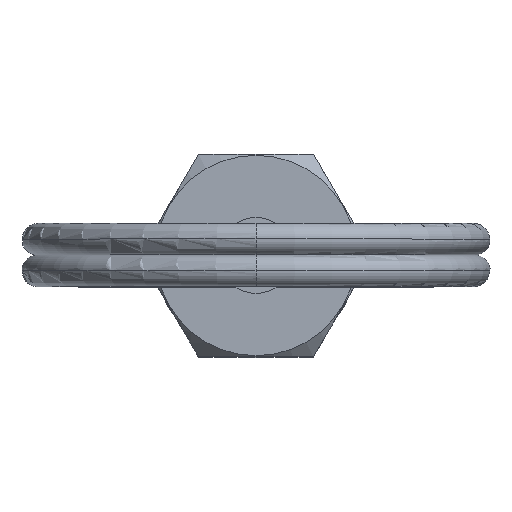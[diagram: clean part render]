
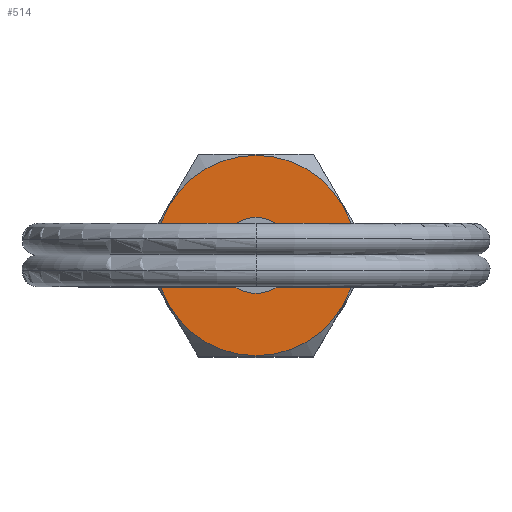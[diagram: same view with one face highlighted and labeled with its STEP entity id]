
A CAD part, top view. The second image highlights one B-rep face of the part: STEP entity #514.
In plain terms, the highlighted planar face has unit normal (0, 0, 1).
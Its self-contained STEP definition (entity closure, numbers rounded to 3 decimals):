
#276=EDGE_CURVE('',#682,#738,#781,.T.);
#388=EDGE_CURVE('',#738,#682,#906,.T.);
#492=EDGE_CURVE('',#520,#702,#1022,.T.);
#514=ADVANCED_FACE('',(#1048,#1049),#1050,.T.);
#520=VERTEX_POINT('',#1056);
#630=EDGE_CURVE('',#702,#520,#1181,.T.);
#682=VERTEX_POINT('',#1235);
#702=VERTEX_POINT('',#1259);
#738=VERTEX_POINT('',#1299);
#781=CIRCLE('',#1336,3.956);
#906=CIRCLE('',#1567,3.956);
#1022=CIRCLE('',#1721,1.25);
#1048=FACE_OUTER_BOUND('',#1774,.T.);
#1049=FACE_BOUND('',#1775,.T.);
#1050=PLANE('',#1776);
#1056=CARTESIAN_POINT('',(1.25,0.,6.));
#1181=CIRCLE('',#2038,1.25);
#1235=CARTESIAN_POINT('',(-3.956,0.,6.));
#1259=CARTESIAN_POINT('',(-1.25,0.,6.));
#1299=CARTESIAN_POINT('',(3.956,0.,6.));
#1336=AXIS2_PLACEMENT_3D('',#2319,#2320,#2321);
#1567=AXIS2_PLACEMENT_3D('',#2469,#2470,#2471);
#1721=AXIS2_PLACEMENT_3D('',#2608,#2609,#2610);
#1774=EDGE_LOOP('',(#2641,#2642));
#1775=EDGE_LOOP('',(#2643,#2644));
#1776=AXIS2_PLACEMENT_3D('',#2645,#2646,#2647);
#2038=AXIS2_PLACEMENT_3D('',#2821,#2822,#2823);
#2319=CARTESIAN_POINT('',(0.,0.,6.));
#2320=DIRECTION('',(0.0,0.0,-1.0));
#2321=DIRECTION('',(1.0,0.,0.0));
#2469=CARTESIAN_POINT('',(0.,0.,6.));
#2470=DIRECTION('',(0.0,0.0,-1.0));
#2471=DIRECTION('',(1.0,0.,0.0));
#2608=CARTESIAN_POINT('',(0.,0.,6.));
#2609=DIRECTION('',(0.0,0.0,-1.0));
#2610=DIRECTION('',(1.0,0.,0.0));
#2641=ORIENTED_EDGE('',*,*,#388,.F.);
#2642=ORIENTED_EDGE('',*,*,#276,.F.);
#2643=ORIENTED_EDGE('',*,*,#492,.T.);
#2644=ORIENTED_EDGE('',*,*,#630,.T.);
#2645=CARTESIAN_POINT('',(2.603,0.,6.));
#2646=DIRECTION('',(0.0,0.0,1.0));
#2647=DIRECTION('',(-1.0,0.,0.0));
#2821=CARTESIAN_POINT('',(0.,0.,6.));
#2822=DIRECTION('',(0.0,0.0,-1.0));
#2823=DIRECTION('',(1.0,0.,0.0));
